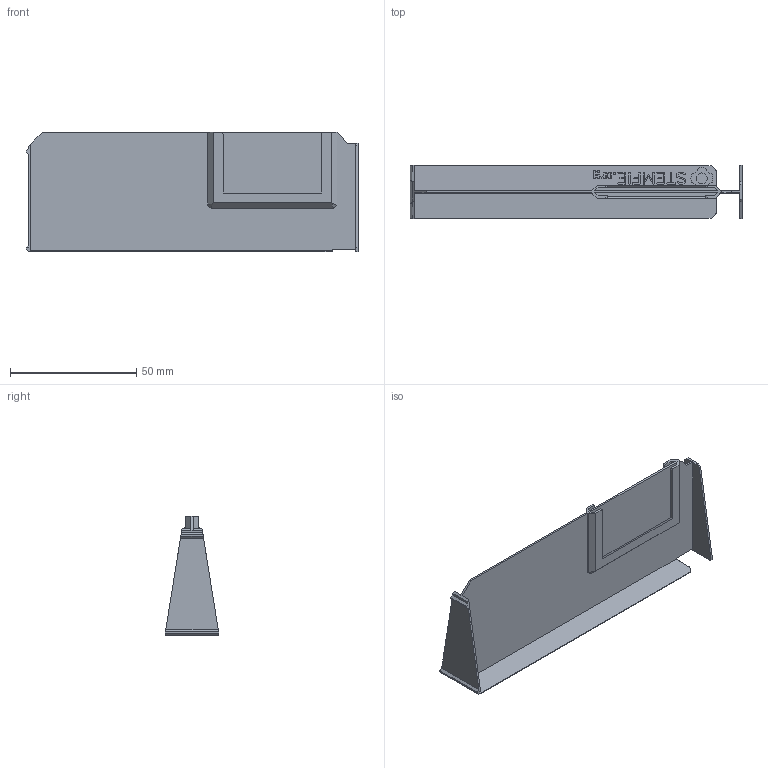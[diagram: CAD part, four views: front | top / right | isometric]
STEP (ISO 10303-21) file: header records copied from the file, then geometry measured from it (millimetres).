
FILE_DESCRIPTION(('FreeCAD Model'),'2;1');
FILE_NAME('Open CASCADE Shape Model','2023-03-08T20:38:03',(''),(''), 'Open CASCADE STEP processor 7.6','FreeCAD','Unknown');
FILE_SCHEMA(('AUTOMOTIVE_DESIGN { 1 0 10303 214 1 1 1 1 }'));
Length unit declared in the file: millimetre
Products named in the file (1): Parts Storage Drawer Section Divider LNG BU10.00x03.75 - SPN-TOL-0052 
(stemfie.org)
Bounding box: 131.35 x 21 x 47.2 mm (x, y, z)
Surface area: 21933.5 mm2 (no closed solid volume)
Topology: 0 solids, 1 shells, 530 faces, 1489 edges, 990 vertices
Faces by surface type: plane 364, extrusion 160, cylinder 6
Entity records: 38349 total; most frequent: CARTESIAN_POINT 10279, DIRECTION 4379, VECTOR 3611, LINE 3451, ORIENTED_EDGE 2970, PCURVE 2970, DEFINITIONAL_REPRESENTATION 2970, EDGE_CURVE 1489
